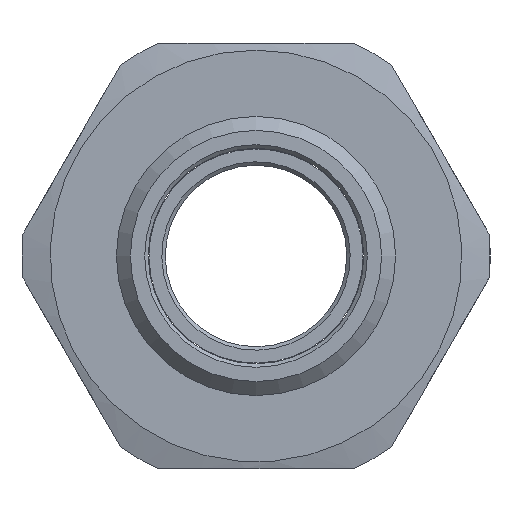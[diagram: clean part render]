
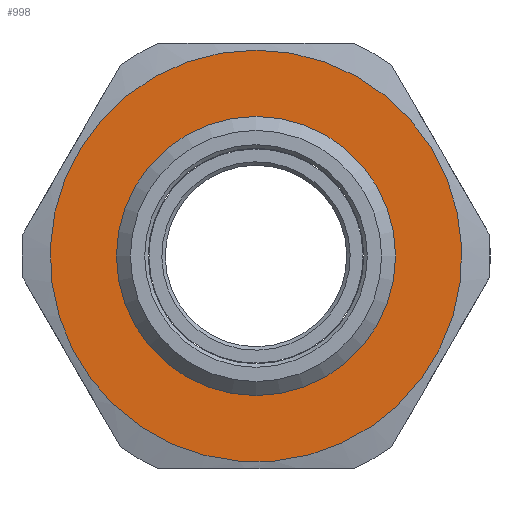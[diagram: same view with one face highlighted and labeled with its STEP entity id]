
A CAD part, left-side view. The second image highlights one B-rep face of the part: STEP entity #998.
In plain terms, the highlighted planar face has unit normal (-1, 0, 0).
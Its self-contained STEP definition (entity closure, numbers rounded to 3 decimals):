
#15 = CARTESIAN_POINT ( 'NONE',  ( 15., 0., 0. ) ) ;
#141 = CARTESIAN_POINT ( 'NONE',  ( 15., 0., 14.75 ) ) ;
#232 = DIRECTION ( 'NONE',  ( -1., 0., 0. ) ) ;
#358 = EDGE_CURVE ( 'NONE', #912, #912, #2220, .T. ) ;
#529 = EDGE_LOOP ( 'NONE', ( #2053 ) ) ;
#688 = CARTESIAN_POINT ( 'NONE',  ( 15., 0., 0. ) ) ;
#853 = AXIS2_PLACEMENT_3D ( 'NONE', #688, #1519, #1351 ) ;
#912 = VERTEX_POINT ( 'NONE', #141 ) ;
#970 = EDGE_CURVE ( 'NONE', #1401, #1401, #2171, .T. ) ;
#986 = DIRECTION ( 'NONE',  ( 0., 0., -1. ) ) ;
#998 = ADVANCED_FACE ( 'NONE', ( #1174, #1796 ), #1184, .F. ) ;
#1032 = CARTESIAN_POINT ( 'NONE',  ( 15., 0., 10. ) ) ;
#1051 = EDGE_LOOP ( 'NONE', ( #2116 ) ) ;
#1174 = FACE_BOUND ( 'NONE', #529, .T. ) ;
#1184 = PLANE ( 'NONE',  #2309 ) ;
#1351 = DIRECTION ( 'NONE',  ( 0., 0., 1. ) ) ;
#1370 = DIRECTION ( 'NONE',  ( 0., 0., 1. ) ) ;
#1401 = VERTEX_POINT ( 'NONE', #1032 ) ;
#1519 = DIRECTION ( 'NONE',  ( -1., 0., 0. ) ) ;
#1572 = CARTESIAN_POINT ( 'NONE',  ( 15., 10., 0. ) ) ;
#1796 = FACE_OUTER_BOUND ( 'NONE', #1051, .T. ) ;
#2053 = ORIENTED_EDGE ( 'NONE', *, *, #970, .F. ) ;
#2074 = AXIS2_PLACEMENT_3D ( 'NONE', #15, #232, #1370 ) ;
#2116 = ORIENTED_EDGE ( 'NONE', *, *, #358, .T. ) ;
#2171 = CIRCLE ( 'NONE', #2074, 10. ) ;
#2182 = DIRECTION ( 'NONE',  ( 1., 0., 0. ) ) ;
#2220 = CIRCLE ( 'NONE', #853, 14.75 ) ;
#2309 = AXIS2_PLACEMENT_3D ( 'NONE', #1572, #2182, #986 ) ;
